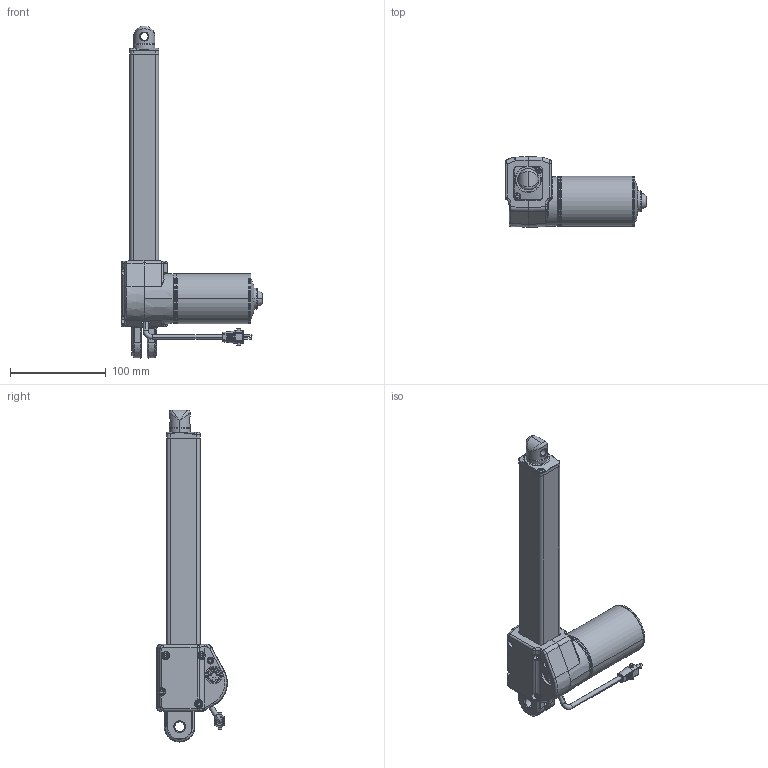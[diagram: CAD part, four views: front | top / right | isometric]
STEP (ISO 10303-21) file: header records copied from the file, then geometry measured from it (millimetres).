
FILE_DESCRIPTION (( 'STEP AP203' ), '1' );
FILE_NAME ('3D_TA26-A.STEP', '2017-02-10T02:26:52', ( 'Phil Lee' ), ( 'Toshiba' ), 'SwSTEP 2.0', 'SolidWorks 2015', '' );
FILE_SCHEMA (( 'CONFIG_CONTROL_DESIGN' ));
Length unit declared in the file: millimetre
Products named in the file (1): 3D_TA26-A
Bounding box: 147.88 x 73.77 x 346.96 mm (x, y, z)
Volume: 653006.4 mm3; surface area: 84431.7 mm2
Topology: 7 solids, 7 shells, 888 faces, 2101 edges, 1247 vertices
Faces by surface type: plane 312, cylinder 251, cone 129, bspline 97, torus 65, sphere 34
Entity records: 31036 total; most frequent: CARTESIAN_POINT 11854, ORIENTED_EDGE 4034, DIRECTION 3946, EDGE_CURVE 2017, AXIS2_PLACEMENT_3D 1515, VERTEX_POINT 1197, EDGE_LOOP 950, LINE 916
